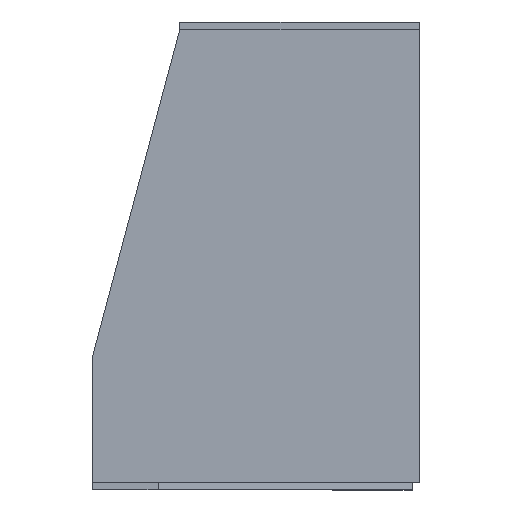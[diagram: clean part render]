
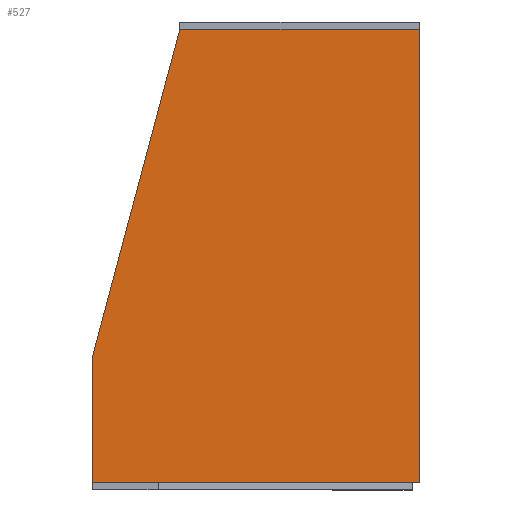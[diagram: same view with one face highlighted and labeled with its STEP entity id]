
A CAD part, left-side view. The second image highlights one B-rep face of the part: STEP entity #527.
In plain terms, the highlighted planar face has unit normal (-1, 0, 0).
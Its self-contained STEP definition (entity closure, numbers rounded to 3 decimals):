
#64 = VERTEX_POINT('',#65);
#65 = CARTESIAN_POINT('',(0.,-150.,3.33));
#71 = EDGE_CURVE('',#72,#64,#74,.T.);
#72 = VERTEX_POINT('',#73);
#73 = CARTESIAN_POINT('',(0.,-150.,211.67));
#74 = LINE('',#75,#76);
#75 = CARTESIAN_POINT('',(0.,-150.,211.67));
#76 = VECTOR('',#77,1.);
#77 = DIRECTION('',(0.,0.,-1.));
#460 = VERTEX_POINT('',#461);
#461 = CARTESIAN_POINT('',(0.,-146.67,3.33));
#469 = EDGE_CURVE('',#460,#64,#470,.T.);
#470 = LINE('',#471,#472);
#471 = CARTESIAN_POINT('',(0.,0.,3.33));
#472 = VECTOR('',#473,1.);
#473 = DIRECTION('',(0.,-1.,0.));
#527 = ADVANCED_FACE('',(#528),#562,.F.);
#528 = FACE_BOUND('',#529,.F.);
#529 = EDGE_LOOP('',(#530,#540,#546,#547,#548,#556));
#530 = ORIENTED_EDGE('',*,*,#531,.T.);
#531 = EDGE_CURVE('',#532,#534,#536,.T.);
#532 = VERTEX_POINT('',#533);
#533 = CARTESIAN_POINT('',(0.,0.,61.67));
#534 = VERTEX_POINT('',#535);
#535 = CARTESIAN_POINT('',(0.,-40.,211.67));
#536 = LINE('',#537,#538);
#537 = CARTESIAN_POINT('',(0.,0.,61.67));
#538 = VECTOR('',#539,1.);
#539 = DIRECTION('',(0.,-0.258,0.966));
#540 = ORIENTED_EDGE('',*,*,#541,.T.);
#541 = EDGE_CURVE('',#534,#72,#542,.T.);
#542 = LINE('',#543,#544);
#543 = CARTESIAN_POINT('',(0.,0.,211.67));
#544 = VECTOR('',#545,1.);
#545 = DIRECTION('',(0.,-1.,0.));
#546 = ORIENTED_EDGE('',*,*,#71,.T.);
#547 = ORIENTED_EDGE('',*,*,#469,.F.);
#548 = ORIENTED_EDGE('',*,*,#549,.F.);
#549 = EDGE_CURVE('',#550,#460,#552,.T.);
#550 = VERTEX_POINT('',#551);
#551 = CARTESIAN_POINT('',(0.,0.,3.33));
#552 = LINE('',#553,#554);
#553 = CARTESIAN_POINT('',(0.,0.,3.33));
#554 = VECTOR('',#555,1.);
#555 = DIRECTION('',(0.,-1.,0.));
#556 = ORIENTED_EDGE('',*,*,#557,.F.);
#557 = EDGE_CURVE('',#532,#550,#558,.T.);
#558 = LINE('',#559,#560);
#559 = CARTESIAN_POINT('',(0.,0.,211.67));
#560 = VECTOR('',#561,1.);
#561 = DIRECTION('',(0.,0.,-1.));
#562 = PLANE('',#563);
#563 = AXIS2_PLACEMENT_3D('',#564,#565,#566);
#564 = CARTESIAN_POINT('',(0.,0.,211.67));
#565 = DIRECTION('',(1.,0.,0.));
#566 = DIRECTION('',(0.,0.,-1.));
